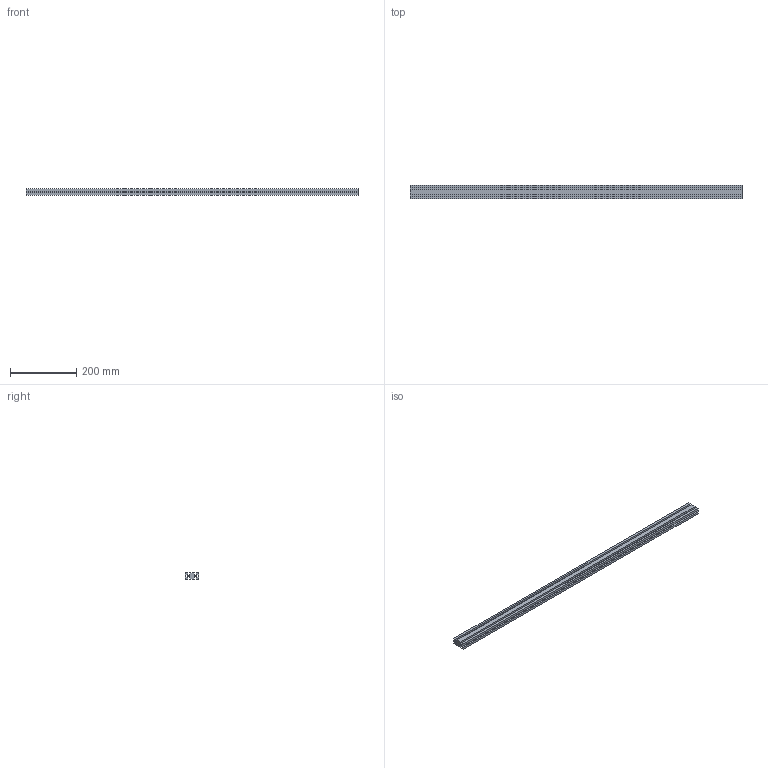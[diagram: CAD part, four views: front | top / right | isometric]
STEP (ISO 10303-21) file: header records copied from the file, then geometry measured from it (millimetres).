
FILE_DESCRIPTION(('STEP AP242'),'1');
FILE_NAME('bosch_3842992891_e1zl3fwlpxjtpnd11er29ntqv.stp','2021-04-26T21:20:39',('TraceParts'),('TraceParts S.A.'),'Spatial InterOp 3D',' ',' ');
FILE_SCHEMA(('AP242_MANAGED_MODEL_BASED_3D_ENGINEERING_MIM_LF {1 0 10303 442 1 1 4}'));
Length unit declared in the file: millimetre
Products named in the file (1): bosch_3842992891_e1zl3fwlpxjtpnd11er29ntqv
Bounding box: 1000 x 40 x 20 mm (x, y, z)
Volume: 554483.4 mm3; surface area: 221666.5 mm2
Topology: 1 solids, 1 shells, 34 faces, 96 edges, 64 vertices
Faces by surface type: plane 30, cylinder 4
Entity records: 1384 total; most frequent: CARTESIAN_POINT 195, ORIENTED_EDGE 192, DIRECTION 174, EDGE_CURVE 96, LINE 88, VECTOR 88, VERTEX_POINT 64, AXIS2_PLACEMENT_3D 43
